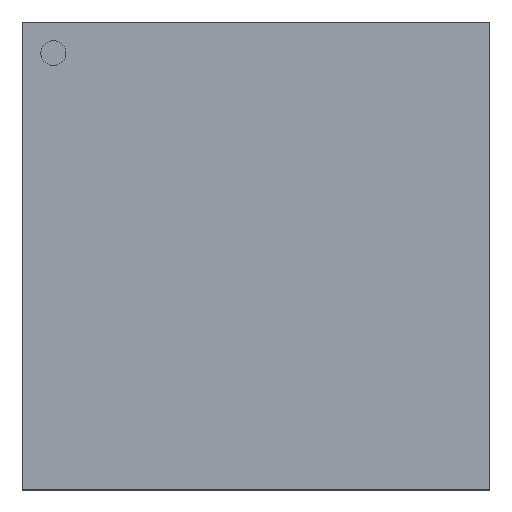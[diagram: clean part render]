
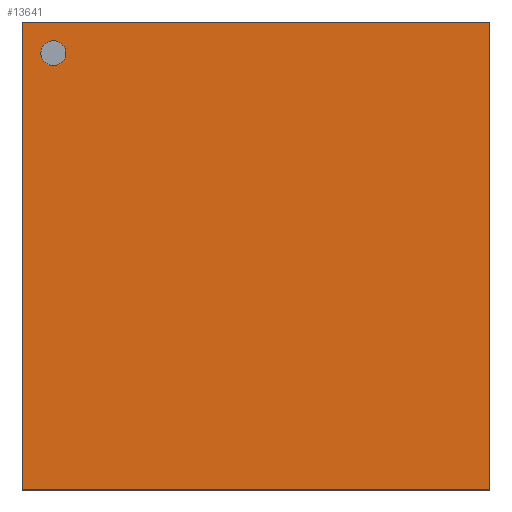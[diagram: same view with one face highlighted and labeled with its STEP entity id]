
A CAD part, top view. The second image highlights one B-rep face of the part: STEP entity #13641.
In plain terms, the highlighted planar face has unit normal (0, 0, 1).
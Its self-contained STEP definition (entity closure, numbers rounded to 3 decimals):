
#16=FACE_BOUND('',#2063,.T.);
#20=CIRCLE('',#14656,0.4);
#1188=FACE_OUTER_BOUND('',#2062,.T.);
#2062=EDGE_LOOP('',(#11892,#11893,#11894,#11895));
#2063=EDGE_LOOP('',(#11896));
#3791=LINE('',#21899,#5522);
#3795=LINE('',#21907,#5526);
#3798=LINE('',#21913,#5529);
#3801=LINE('',#21918,#5532);
#5522=VECTOR('',#18123,15.);
#5526=VECTOR('',#18129,15.);
#5529=VECTOR('',#18134,15.);
#5532=VECTOR('',#18139,15.);
#6681=VERTEX_POINT('',#21893);
#6682=VERTEX_POINT('',#21897);
#6683=VERTEX_POINT('',#21898);
#6686=VERTEX_POINT('',#21906);
#6688=VERTEX_POINT('',#21912);
#8414=EDGE_CURVE('',#6681,#6681,#20,.T.);
#8415=EDGE_CURVE('',#6682,#6683,#3791,.T.);
#8419=EDGE_CURVE('',#6683,#6686,#3795,.T.);
#8422=EDGE_CURVE('',#6686,#6688,#3798,.T.);
#8425=EDGE_CURVE('',#6688,#6682,#3801,.T.);
#11892=ORIENTED_EDGE('',*,*,#8415,.F.);
#11893=ORIENTED_EDGE('',*,*,#8425,.F.);
#11894=ORIENTED_EDGE('',*,*,#8422,.F.);
#11895=ORIENTED_EDGE('',*,*,#8419,.F.);
#11896=ORIENTED_EDGE('',*,*,#8414,.T.);
#12770=PLANE('',#14663);
#13641=ADVANCED_FACE('',(#1188,#16),#12770,.T.);
#14656=AXIS2_PLACEMENT_3D('',#21894,#18117,#18118);
#14663=AXIS2_PLACEMENT_3D('',#21921,#18143,#18144);
#18117=DIRECTION('center_axis',(0.,0.,
-1.));
#18118=DIRECTION('ref_axis',(1.,0.,0.));
#18123=DIRECTION('',(-1.,0.,0.));
#18129=DIRECTION('',(0.,1.,0.));
#18134=DIRECTION('',(1.,0.,0.));
#18139=DIRECTION('',(0.,-1.,0.));
#18143=DIRECTION('center_axis',(0.,0.,
1.));
#18144=DIRECTION('ref_axis',(1.,0.,0.));
#21893=CARTESIAN_POINT('',(-6.1,6.5,4.42));
#21894=CARTESIAN_POINT('Origin',(-6.5,6.5,4.42));
#21897=CARTESIAN_POINT('',(7.5,-7.5,4.42));
#21898=CARTESIAN_POINT('',(-7.5,-7.5,4.42));
#21899=CARTESIAN_POINT('',(-7.5,-7.5,4.42));
#21906=CARTESIAN_POINT('',(-7.5,7.5,4.42));
#21907=CARTESIAN_POINT('',(-7.5,7.5,4.42));
#21912=CARTESIAN_POINT('',(7.5,7.5,4.42));
#21913=CARTESIAN_POINT('',(7.5,7.5,4.42));
#21918=CARTESIAN_POINT('',(7.5,-7.5,4.42));
#21921=CARTESIAN_POINT('Origin',(0.,0.,4.42));
